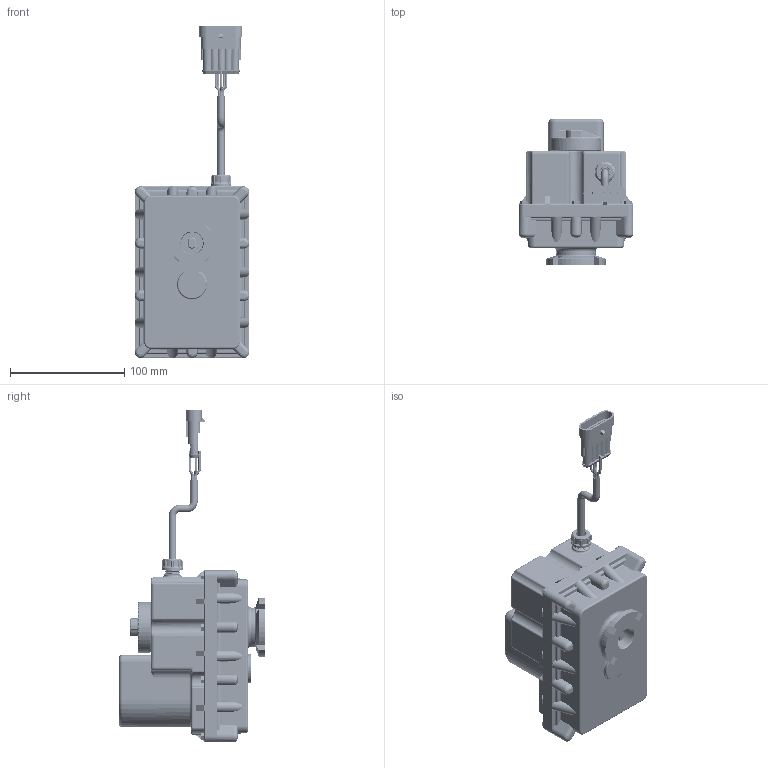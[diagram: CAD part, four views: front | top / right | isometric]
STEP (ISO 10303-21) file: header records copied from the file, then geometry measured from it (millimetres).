
FILE_DESCRIPTION(/* description */ ('EV ACTUATOR ASSEMBLY, 0.75S, 5W, 1R2BL3W4BR5G'),/* implementation_level */ '2;1');
FILE_NAME(/* name */ 'EV3309.stp',/* time_stamp */ '2023-05-19T12:22:06-04:00',/* author */ ('bgilbert'),/* organization */ (''),/* preprocessor_version */ 'ST-DEVELOPER v18.1',/* originating_system */ 'Autodesk Inventor 2022',/* authorisation */ '');
FILE_SCHEMA (('AUTOMOTIVE_DESIGN { 1 0 10303 214 3 1 1 }'));
Products named in the file (28): EV3309; MEV10101B; MEV10102D; MEV10102DX; VEL1004; VEL1005; VE49849; VE4984X; VE4984X_1; CAM; VE129; Switch; Wire_5; switchbracket; Screw; VE15220; MVE105; VE107B; VE107B_1; F10E; VE109E; A162; MVE007; MVE002; A161; VE033; VE026; VE027
Assembly tree (47 placements, depth 4):
  EV3309
    MEV10101B
    MEV10102D
      MEV10102DX
      VEL1004
      VEL1005
    VE49849
      VE4984X
        VE4984X_1
        CAM  x2
      VE129
        Switch  x2
        Wire_5
        switchbracket
        Screw  x2
    VE15220  x10
    MVE105
    VE107B
      VE107B_1
    F10E
    VE109E
    A162
    MVE007
    MVE002
    A161
    VE033
    VE026  x5
    VE027  x5
Bounding box: 100.33 x 128.4 x 291.21 mm (x, y, z)
Volume: 561936.9 mm3; surface area: 249854.3 mm2
Topology: 43 solids, 43 shells, 4905 faces, 12607 edges, 7950 vertices
Faces by surface type: plane 2138, cylinder 1304, bspline 560, torus 486, cone 354, sphere 63
Full cylindrical faces by diameter (mm): 1.4 x5, 2.032 x15, 2.54 x2, 2.616 x20, 2.794 x10, 3.048 x6, 3.302 x4, 3.4 x10, 3.505 x120, 3.81 x6, 3.9 x5, 4.064 x11, 4.318 x2, 4.4 x10, 4.47 x6, 5.5 x5, 5.9 x5, 6.35 x3, 7.62 x1, 8.026 x4, 8.255 x2, 8.331 x10, 8.839 x1, 9.525 x3, 9.55 x2, 9.601 x1, 9.652 x1, 10.16 x1, 11.176 x1, 15.875 x1
Entity records: 119255 total; most frequent: CARTESIAN_POINT 31226, ORIENTED_EDGE 18598, DIRECTION 17516, EDGE_CURVE 9299, AXIS2_PLACEMENT_3D 6156, VERTEX_POINT 5933, LINE 5204, VECTOR 5204
